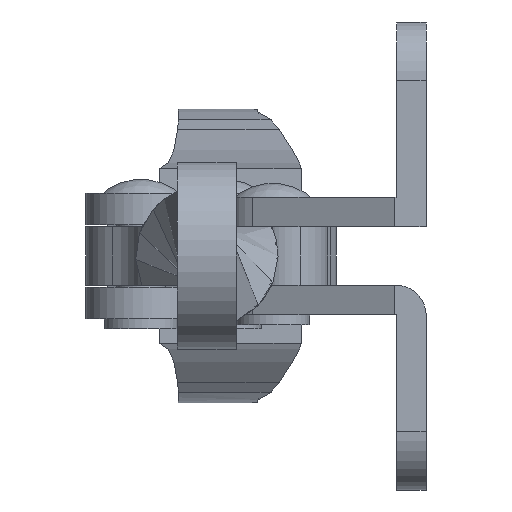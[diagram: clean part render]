
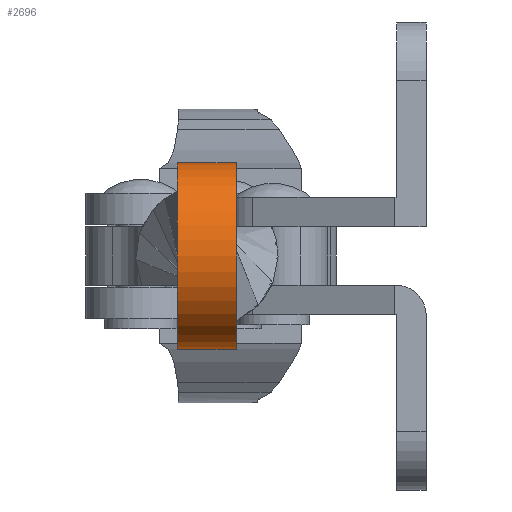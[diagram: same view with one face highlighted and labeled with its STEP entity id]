
A CAD part, left-side view. The second image highlights one B-rep face of the part: STEP entity #2696.
In plain terms, the highlighted cylindrical face has radius 4.75 mm (diameter 9.5 mm), a partial arc.
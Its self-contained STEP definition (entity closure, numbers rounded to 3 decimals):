
#361=FACE_OUTER_BOUND('',#535,.T.);
#535=EDGE_LOOP('',(#2389,#2390,#2391,#2392));
#741=LINE('',#5225,#957);
#742=LINE('',#5228,#958);
#957=VECTOR('',#3686,1000.);
#958=VECTOR('',#3689,1000.);
#1103=CIRCLE('',#3000,4.75);
#1104=CIRCLE('',#3001,4.75);
#1337=VERTEX_POINT('',#5221);
#1338=VERTEX_POINT('',#5222);
#1339=VERTEX_POINT('',#5224);
#1340=VERTEX_POINT('',#5226);
#1701=EDGE_CURVE('',#1337,#1338,#1103,.T.);
#1702=EDGE_CURVE('',#1337,#1339,#741,.T.);
#1703=EDGE_CURVE('',#1339,#1340,#1104,.T.);
#1704=EDGE_CURVE('',#1338,#1340,#742,.T.);
#2389=ORIENTED_EDGE('',*,*,#1701,.F.);
#2390=ORIENTED_EDGE('',*,*,#1702,.T.);
#2391=ORIENTED_EDGE('',*,*,#1703,.T.);
#2392=ORIENTED_EDGE('',*,*,#1704,.F.);
#2564=CYLINDRICAL_SURFACE('',#2999,4.75);
#2696=ADVANCED_FACE('',(#361),#2564,.T.);
#2999=AXIS2_PLACEMENT_3D('',#5220,#3682,#3683);
#3000=AXIS2_PLACEMENT_3D('',#5223,#3684,#3685);
#3001=AXIS2_PLACEMENT_3D('',#5227,#3687,#3688);
#3682=DIRECTION('center_axis',(0.,1.,0.));
#3683=DIRECTION('ref_axis',(-1.,0.,0.));
#3684=DIRECTION('center_axis',(0.,-1.,0.));
#3685=DIRECTION('ref_axis',(0.,0.,
1.));
#3686=DIRECTION('',(0.,1.,0.));
#3687=DIRECTION('center_axis',(0.,-1.,0.));
#3688=DIRECTION('ref_axis',(0.,0.,
1.));
#3689=DIRECTION('',(0.,1.,0.));
#5220=CARTESIAN_POINT('Origin',(-18.25,9.65,-1.5));
#5221=CARTESIAN_POINT('',(-15.484,9.65,2.361));
#5222=CARTESIAN_POINT('',(-15.484,9.65,-5.361));
#5223=CARTESIAN_POINT('Origin',(-18.25,9.65,-1.5));
#5224=CARTESIAN_POINT('',(-15.484,12.65,2.361));
#5225=CARTESIAN_POINT('',(-15.484,11.15,2.361));
#5226=CARTESIAN_POINT('',(-15.484,12.65,-5.361));
#5227=CARTESIAN_POINT('Origin',(-18.25,12.65,-1.5));
#5228=CARTESIAN_POINT('',(-15.484,11.15,-5.361));
